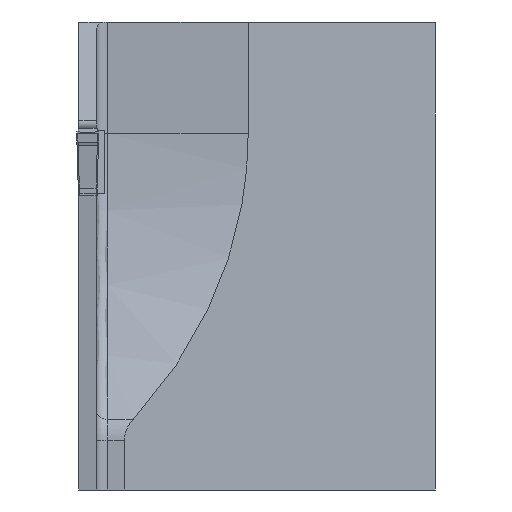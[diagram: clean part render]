
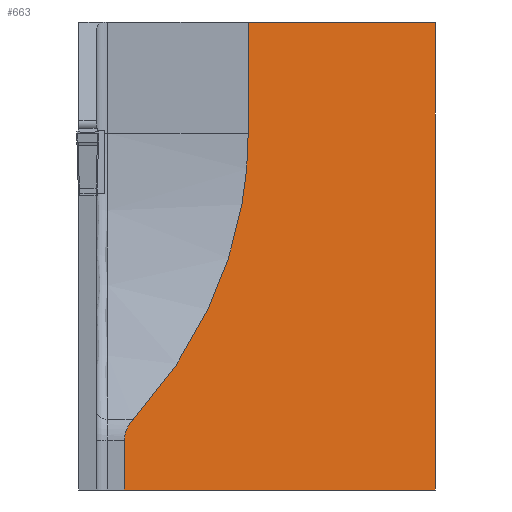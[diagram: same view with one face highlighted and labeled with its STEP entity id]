
A CAD part, left-side view. The second image highlights one B-rep face of the part: STEP entity #663.
In plain terms, the highlighted planar face has unit normal (-0.743, -0.669, 0).
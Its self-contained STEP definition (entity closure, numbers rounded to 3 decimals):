
#620=ELLIPSE('',#2069,59.779,40.);
#621=ELLIPSE('',#2072,4.483,3.);
#663=ADVANCED_FACE('',(#795),#735,.T.);
#735=PLANE('',#2091);
#795=FACE_OUTER_BOUND('',#873,.T.);
#873=EDGE_LOOP('',(#1043,#1044,#1045,#1046,#1047,#1048,#1049));
#1043=ORIENTED_EDGE('',*,*,#1534,.T.);
#1044=ORIENTED_EDGE('',*,*,#1542,.T.);
#1045=ORIENTED_EDGE('',*,*,#1549,.F.);
#1046=ORIENTED_EDGE('',*,*,#1552,.F.);
#1047=ORIENTED_EDGE('',*,*,#1554,.F.);
#1048=ORIENTED_EDGE('',*,*,#1546,.F.);
#1049=ORIENTED_EDGE('',*,*,#1528,.T.);
#1389=VERTEX_POINT('',#2613);
#1390=VERTEX_POINT('',#2615);
#1394=VERTEX_POINT('',#2625);
#1401=VERTEX_POINT('',#2641);
#1403=VERTEX_POINT('',#2647);
#1405=VERTEX_POINT('',#2654);
#1407=VERTEX_POINT('',#2660);
#1528=EDGE_CURVE('',#1390,#1389,#1739,.T.);
#1534=EDGE_CURVE('',#1389,#1394,#1744,.T.);
#1542=EDGE_CURVE('',#1394,#1401,#1750,.T.);
#1546=EDGE_CURVE('',#1390,#1403,#1754,.T.);
#1549=EDGE_CURVE('',#1405,#1401,#1757,.T.);
#1552=EDGE_CURVE('',#1407,#1405,#620,.T.);
#1554=EDGE_CURVE('',#1403,#1407,#621,.T.);
#1739=LINE('',#2614,#1901);
#1744=LINE('',#2626,#1906);
#1750=LINE('',#2642,#1912);
#1754=LINE('',#2649,#1916);
#1757=LINE('',#2655,#1919);
#1901=VECTOR('',#2196,1.);
#1906=VECTOR('',#2205,1.);
#1912=VECTOR('',#2217,1.);
#1916=VECTOR('',#2223,1.);
#1919=VECTOR('',#2228,1.);
#2069=AXIS2_PLACEMENT_3D('',#2661,#2234,#2235);
#2072=AXIS2_PLACEMENT_3D('',#2664,#2240,#2241);
#2091=AXIS2_PLACEMENT_3D('',#2728,#2292,#2293);
#2196=DIRECTION('',(0.669,-0.743,0.));
#2205=DIRECTION('',(0.,0.,1.));
#2217=DIRECTION('',(-0.669,0.743,0.));
#2223=DIRECTION('',(0.,0.,1.));
#2228=DIRECTION('',(0.,0.,1.));
#2234=DIRECTION('',(-0.743,-0.669,0.));
#2235=DIRECTION('',(-0.669,0.743,0.));
#2240=DIRECTION('',(0.743,0.669,0.));
#2241=DIRECTION('',(-0.669,0.743,0.));
#2292=DIRECTION('',(-0.743,-0.669,0.));
#2293=DIRECTION('',(-0.669,0.743,0.));
#2613=CARTESIAN_POINT('',(31.121,0.,-32.));
#2614=CARTESIAN_POINT('',(17.187,15.475,-32.));
#2615=CARTESIAN_POINT('',(6.,27.9,-32.));
#2625=CARTESIAN_POINT('',(31.121,0.,10.));
#2626=CARTESIAN_POINT('',(31.121,0.,285.66));
#2641=CARTESIAN_POINT('',(16.,16.794,10.));
#2642=CARTESIAN_POINT('',(1.275,33.148,10.));
#2647=CARTESIAN_POINT('',(6.,27.9,-27.568));
#2649=CARTESIAN_POINT('',(6.,27.9,285.66));
#2654=CARTESIAN_POINT('',(16.,16.794,0.));
#2655=CARTESIAN_POINT('',(16.,16.794,0.));
#2660=CARTESIAN_POINT('',(6.698,27.125,-25.645));
#2661=CARTESIAN_POINT('',(-24.,61.218,0.));
#2664=CARTESIAN_POINT('',(9.,24.568,-27.568));
#2728=CARTESIAN_POINT('',(6.,27.9,285.66));
